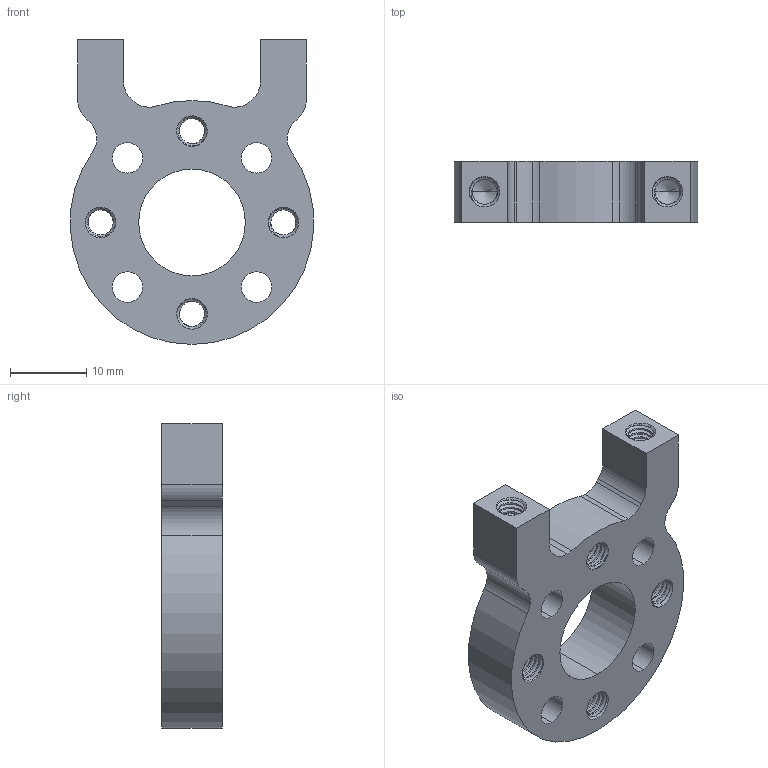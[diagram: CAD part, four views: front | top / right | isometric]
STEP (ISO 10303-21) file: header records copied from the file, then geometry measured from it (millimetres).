
FILE_DESCRIPTION (( 'STEP AP203' ), '1' );
FILE_NAME ('1200-0024-0024.STEP', '2017-04-05T18:24:10', ( '' ), ( '' ), 'SwSTEP 2.0', 'SolidWorks 2016', '' );
FILE_SCHEMA (( 'CONFIG_CONTROL_DESIGN' ));
Length unit declared in the file: millimetre
Products named in the file (1): 1200-0024-0024
Bounding box: 31.95 x 8 x 40 mm (x, y, z)
Volume: 5519.3 mm3; surface area: 4132 mm2
Topology: 1 solids, 1 shells, 337 faces, 975 edges, 638 vertices
Faces by surface type: cylinder 275, cone 36, plane 14, bspline 12
Entity records: 26756 total; most frequent: CARTESIAN_POINT 19315, ORIENTED_EDGE 1942, DIRECTION 1197, EDGE_CURVE 971, VERTEX_POINT 638, AXIS2_PLACEMENT_3D 438, EDGE_LOOP 357, FACE_OUTER_BOUND 337
